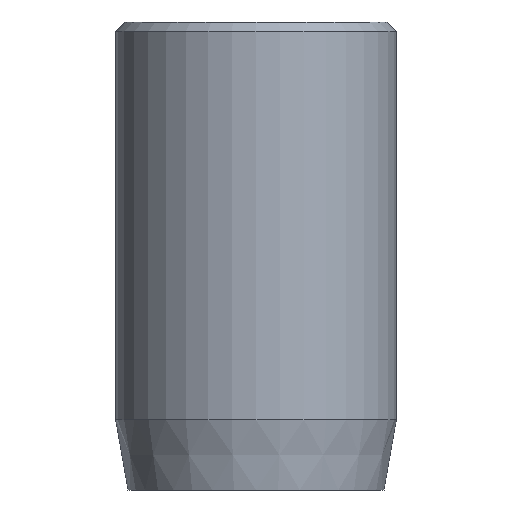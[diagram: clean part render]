
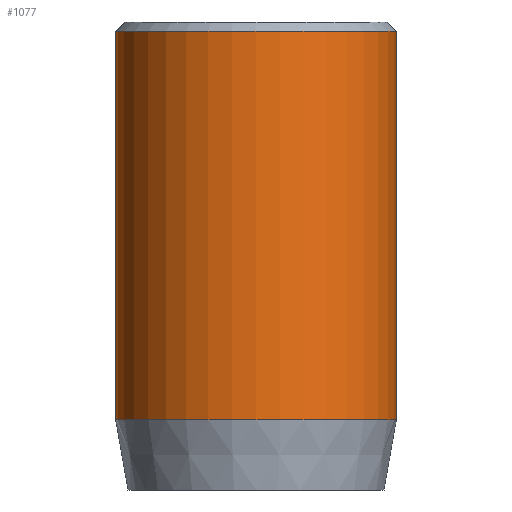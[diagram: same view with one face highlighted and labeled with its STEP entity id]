
A CAD part, front view. The second image highlights one B-rep face of the part: STEP entity #1077.
In plain terms, the highlighted cylindrical face has radius 3 mm (diameter 6 mm), a partial arc.
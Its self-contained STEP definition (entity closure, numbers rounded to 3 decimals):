
#34 = AXIS2_PLACEMENT_3D ( 'NONE', #116, #40, #1206 ) ;
#40 = DIRECTION ( 'NONE',  ( 0., 0., -1. ) ) ;
#59 = ORIENTED_EDGE ( 'NONE', *, *, #69, .T. ) ;
#60 = CARTESIAN_POINT ( 'NONE',  ( 0., 0., 1.5 ) ) ;
#69 = EDGE_CURVE ( 'NONE', #722, #655, #783, .T. ) ;
#116 = CARTESIAN_POINT ( 'NONE',  ( 0., 0., 9.8 ) ) ;
#147 = CARTESIAN_POINT ( 'NONE',  ( 3., 0., 9.8 ) ) ;
#152 = EDGE_CURVE ( 'NONE', #655, #409, #223, .T. ) ;
#162 = DIRECTION ( 'NONE',  ( 1., 0., 0. ) ) ;
#168 = LINE ( 'NONE', #411, #650 ) ;
#223 = LINE ( 'NONE', #913, #1138 ) ;
#243 = CARTESIAN_POINT ( 'NONE',  ( -3., 0., 1.5 ) ) ;
#291 = VERTEX_POINT ( 'NONE', #554 ) ;
#357 = ORIENTED_EDGE ( 'NONE', *, *, #152, .T. ) ;
#378 = ORIENTED_EDGE ( 'NONE', *, *, #1161, .F. ) ;
#380 = DIRECTION ( 'NONE',  ( -1., 0., 0. ) ) ;
#395 = ORIENTED_EDGE ( 'NONE', *, *, #917, .T. ) ;
#409 = VERTEX_POINT ( 'NONE', #243 ) ;
#411 = CARTESIAN_POINT ( 'NONE',  ( 3., 0., 10. ) ) ;
#453 = FACE_OUTER_BOUND ( 'NONE', #628, .T. ) ;
#495 = CARTESIAN_POINT ( 'NONE',  ( -3., 0., 9.8 ) ) ;
#554 = CARTESIAN_POINT ( 'NONE',  ( 3., 0., 1.5 ) ) ;
#628 = EDGE_LOOP ( 'NONE', ( #378, #59, #357, #395 ) ) ;
#650 = VECTOR ( 'NONE', #1055, 1000. ) ;
#655 = VERTEX_POINT ( 'NONE', #495 ) ;
#722 = VERTEX_POINT ( 'NONE', #147 ) ;
#741 = DIRECTION ( 'NONE',  ( 0., 0., 1. ) ) ;
#783 = CIRCLE ( 'NONE', #34, 3. ) ;
#882 = AXIS2_PLACEMENT_3D ( 'NONE', #60, #741, #162 ) ;
#904 = DIRECTION ( 'NONE',  ( 0., 0., -1. ) ) ;
#913 = CARTESIAN_POINT ( 'NONE',  ( -3., 0., 10. ) ) ;
#917 = EDGE_CURVE ( 'NONE', #409, #291, #1056, .T. ) ;
#928 = DIRECTION ( 'NONE',  ( 0., 0., -1. ) ) ;
#1027 = CARTESIAN_POINT ( 'NONE',  ( 0., 0., 10. ) ) ;
#1055 = DIRECTION ( 'NONE',  ( 0., 0., -1. ) ) ;
#1056 = CIRCLE ( 'NONE', #882, 3. ) ;
#1077 = ADVANCED_FACE ( 'NONE', ( #453 ), #1148, .T. ) ;
#1131 = AXIS2_PLACEMENT_3D ( 'NONE', #1027, #928, #380 ) ;
#1138 = VECTOR ( 'NONE', #904, 1000. ) ;
#1148 = CYLINDRICAL_SURFACE ( 'NONE', #1131, 3. ) ;
#1161 = EDGE_CURVE ( 'NONE', #722, #291, #168, .T. ) ;
#1206 = DIRECTION ( 'NONE',  ( 1., 0., 0. ) ) ;
